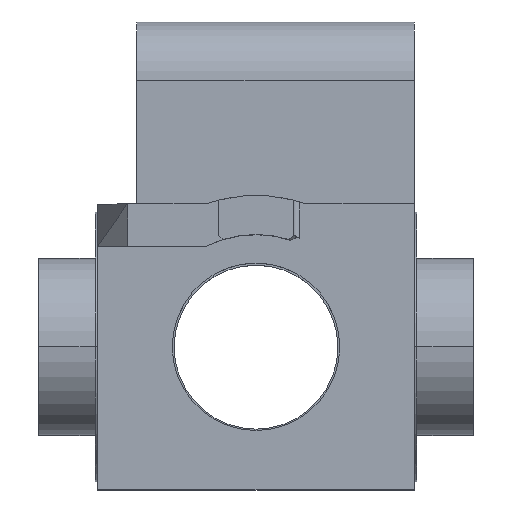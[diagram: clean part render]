
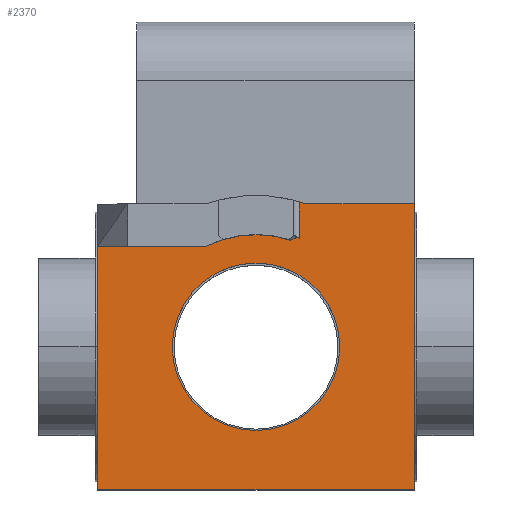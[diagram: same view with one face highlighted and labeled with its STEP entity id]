
A CAD part, top view. The second image highlights one B-rep face of the part: STEP entity #2370.
In plain terms, the highlighted planar face has unit normal (0, 0, 1).
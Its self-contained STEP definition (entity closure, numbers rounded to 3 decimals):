
#19 = DIRECTION ( 'NONE',  ( 1., 0., 0. ) ) ;
#70 = CARTESIAN_POINT ( 'NONE',  ( 2.904, 20.685, 11.5 ) ) ;
#108 = EDGE_CURVE ( 'NONE', #492, #754, #2248, .T. ) ;
#131 = EDGE_CURVE ( 'NONE', #492, #1509, #2253, .T. ) ;
#196 = ORIENTED_EDGE ( 'NONE', *, *, #1961, .T. ) ;
#214 = CARTESIAN_POINT ( 'NONE',  ( 3.544, 20.88, 11.5 ) ) ;
#234 = EDGE_CURVE ( 'NONE', #648, #1346, #1618, .T. ) ;
#277 = AXIS2_PLACEMENT_3D ( 'NONE', #2048, #513, #19 ) ;
#283 = CARTESIAN_POINT ( 'NONE',  ( 3.249, 20.875, 11.5 ) ) ;
#285 = CARTESIAN_POINT ( 'NONE',  ( 4.133, 23.7, 11.5 ) ) ;
#306 = DIRECTION ( 'NONE',  ( 0., 0., 1. ) ) ;
#320 = DIRECTION ( 'NONE',  ( -1., 0., 0. ) ) ;
#350 = AXIS2_PLACEMENT_3D ( 'NONE', #1020, #1385, #616 ) ;
#353 = VECTOR ( 'NONE', #1646, 1000. ) ;
#357 = CARTESIAN_POINT ( 'NONE',  ( 3.405, 20.905, 11.5 ) ) ;
#358 = CARTESIAN_POINT ( 'NONE',  ( -13.15, 0., 11.5 ) ) ;
#368 = EDGE_LOOP ( 'NONE', ( #1342, #196, #972, #1105, #1673, #2074, #1466, #1627, #560 ) ) ;
#396 = DIRECTION ( 'NONE',  ( 1., 0., 0. ) ) ;
#427 = CARTESIAN_POINT ( 'NONE',  ( 3.014, 20.76, 11.5 ) ) ;
#439 = EDGE_CURVE ( 'NONE', #2429, #2362, #1061, .T. ) ;
#448 = CARTESIAN_POINT ( 'NONE',  ( 2.904, 20.685, 11.5 ) ) ;
#455 = VERTEX_POINT ( 'NONE', #1695 ) ;
#459 = CARTESIAN_POINT ( 'NONE',  ( -3.1, 20.2, 11.5 ) ) ;
#461 = CARTESIAN_POINT ( 'NONE',  ( 3.177, 20.847, 11.5 ) ) ;
#492 = VERTEX_POINT ( 'NONE', #1493 ) ;
#513 = DIRECTION ( 'NONE',  ( 0., 0., 1. ) ) ;
#525 = EDGE_CURVE ( 'NONE', #1064, #1039, #904, .T. ) ;
#548 = CARTESIAN_POINT ( 'NONE',  ( 3.6, 20.618, 11.5 ) ) ;
#550 = CARTESIAN_POINT ( 'NONE',  ( 3.34, 20.899, 11.5 ) ) ;
#560 = ORIENTED_EDGE ( 'NONE', *, *, #131, .F. ) ;
#600 = LINE ( 'NONE', #1000, #1652 ) ;
#606 = CARTESIAN_POINT ( 'NONE',  ( 3.113, 20.816, 11.5 ) ) ;
#616 = DIRECTION ( 'NONE',  ( -1., 0., 0. ) ) ;
#646 = CARTESIAN_POINT ( 'NONE',  ( 3.6, 20.85, 11.5 ) ) ;
#648 = VERTEX_POINT ( 'NONE', #2135 ) ;
#693 = CARTESIAN_POINT ( 'NONE',  ( -13.15, 23.7, 11.5 ) ) ;
#705 = PLANE ( 'NONE',  #2047 ) ;
#712 = CARTESIAN_POINT ( 'NONE',  ( 0., 11.85, 11.5 ) ) ;
#730 = EDGE_CURVE ( 'NONE', #1509, #1064, #600, .T. ) ;
#735 = CARTESIAN_POINT ( 'NONE',  ( 3.39, 20.904, 11.5 ) ) ;
#754 = VERTEX_POINT ( 'NONE', #646 ) ;
#810 = VECTOR ( 'NONE', #833, 1000. ) ;
#833 = DIRECTION ( 'NONE',  ( 0., -1., 0. ) ) ;
#840 = EDGE_CURVE ( 'NONE', #2362, #2429, #1490, .T. ) ;
#883 = DIRECTION ( 'NONE',  ( 0., 0., -1. ) ) ;
#903 = AXIS2_PLACEMENT_3D ( 'NONE', #2194, #306, #1196 ) ;
#904 = LINE ( 'NONE', #1307, #353 ) ;
#944 = AXIS2_PLACEMENT_3D ( 'NONE', #712, #883, #2227 ) ;
#959 = ORIENTED_EDGE ( 'NONE', *, *, #840, .F. ) ;
#971 = CARTESIAN_POINT ( 'NONE',  ( 13.15, 0., 11.5 ) ) ;
#972 = ORIENTED_EDGE ( 'NONE', *, *, #234, .F. ) ;
#997 = CARTESIAN_POINT ( 'NONE',  ( 3.092, 20.805, 11.5 ) ) ;
#1000 = CARTESIAN_POINT ( 'NONE',  ( -13.15, 23.7, 11.5 ) ) ;
#1018 = CARTESIAN_POINT ( 'NONE',  ( -13.15, 23.7, 11.5 ) ) ;
#1020 = CARTESIAN_POINT ( 'NONE',  ( 0., 11.85, 11.5 ) ) ;
#1023 = CARTESIAN_POINT ( 'NONE',  ( 3.296, 20.89, 11.5 ) ) ;
#1039 = VERTEX_POINT ( 'NONE', #971 ) ;
#1040 = LINE ( 'NONE', #1018, #810 ) ;
#1061 = CIRCLE ( 'NONE', #277, 6.95 ) ;
#1064 = VERTEX_POINT ( 'NONE', #2078 ) ;
#1103 = FACE_OUTER_BOUND ( 'NONE', #368, .T. ) ;
#1105 = ORIENTED_EDGE ( 'NONE', *, *, #1796, .T. ) ;
#1189 = EDGE_LOOP ( 'NONE', ( #959, #1462 ) ) ;
#1196 = DIRECTION ( 'NONE',  ( 1., 0., 0. ) ) ;
#1307 = CARTESIAN_POINT ( 'NONE',  ( 13.15, 23.7, 11.5 ) ) ;
#1340 = CARTESIAN_POINT ( 'NONE',  ( 3.358, 20.901, 11.5 ) ) ;
#1342 = ORIENTED_EDGE ( 'NONE', *, *, #108, .T. ) ;
#1345 = CARTESIAN_POINT ( 'NONE',  ( -6.95, 11.85, 11.5 ) ) ;
#1346 = VERTEX_POINT ( 'NONE', #70 ) ;
#1348 = LINE ( 'NONE', #358, #1602 ) ;
#1366 = CARTESIAN_POINT ( 'NONE',  ( 2.961, 20.725, 11.5 ) ) ;
#1385 = DIRECTION ( 'NONE',  ( 0., 0., -1. ) ) ;
#1400 = CARTESIAN_POINT ( 'NONE',  ( 3.07, 20.792, 11.5 ) ) ;
#1462 = ORIENTED_EDGE ( 'NONE', *, *, #439, .F. ) ;
#1466 = ORIENTED_EDGE ( 'NONE', *, *, #525, .F. ) ;
#1488 = CARTESIAN_POINT ( 'NONE',  ( 3.45, 20.903, 11.5 ) ) ;
#1490 = CIRCLE ( 'NONE', #903, 6.95 ) ;
#1493 = CARTESIAN_POINT ( 'NONE',  ( 3.6, 23.873, 11.5 ) ) ;
#1509 = VERTEX_POINT ( 'NONE', #285 ) ;
#1524 = CARTESIAN_POINT ( 'NONE',  ( 3.484, 20.898, 11.5 ) ) ;
#1593 = EDGE_CURVE ( 'NONE', #1754, #1039, #1348, .T. ) ;
#1602 = VECTOR ( 'NONE', #2311, 1000. ) ;
#1618 = CIRCLE ( 'NONE', #944, 9.3 ) ;
#1627 = ORIENTED_EDGE ( 'NONE', *, *, #730, .F. ) ;
#1646 = DIRECTION ( 'NONE',  ( 0., -1., 0. ) ) ;
#1652 = VECTOR ( 'NONE', #396, 1000. ) ;
#1673 = ORIENTED_EDGE ( 'NONE', *, *, #1704, .T. ) ;
#1678 = CARTESIAN_POINT ( 'NONE',  ( 3.6, 20.85, 11.5 ) ) ;
#1695 = CARTESIAN_POINT ( 'NONE',  ( -13.15, 20.2, 11.5 ) ) ;
#1704 = EDGE_CURVE ( 'NONE', #455, #1754, #1040, .T. ) ;
#1738 = VECTOR ( 'NONE', #2263, 1000. ) ;
#1754 = VERTEX_POINT ( 'NONE', #2348 ) ;
#1757 = CARTESIAN_POINT ( 'NONE',  ( 3.266, 20.881, 11.5 ) ) ;
#1766 = VECTOR ( 'NONE', #1941, 1000. ) ;
#1782 = CARTESIAN_POINT ( 'NONE',  ( 3.221, 20.865, 11.5 ) ) ;
#1796 = EDGE_CURVE ( 'NONE', #648, #455, #2339, .T. ) ;
#1834 = FACE_BOUND ( 'NONE', #1189, .T. ) ;
#1893 = B_SPLINE_CURVE_WITH_KNOTS ( 'NONE', 3,
 ( #1678, #2055, #214, #1524, #1488, #357, #735, #1340, #550, #2251, #1023, #1757, #283, #1782, #2303, #461, #1970, #2130, #606, #997, #2353, #1400, #427, #1366, #448 ),
 .UNSPECIFIED., .F., .F.,
 ( 4, 2, 2, 2, 2, 2, 2, 2, 2, 1, 2, 2, 4 ),
 ( 0., 0.125, 0.25, 0.313, 0.375, 0.438, 0.5, 0.563, 0.625, 0.688, 0.719, 0.75, 1. ),
 .UNSPECIFIED. ) ;
#1941 = DIRECTION ( 'NONE',  ( -1., 0., 0. ) ) ;
#1961 = EDGE_CURVE ( 'NONE', #754, #1346, #1893, .T. ) ;
#1970 = CARTESIAN_POINT ( 'NONE',  ( 3.161, 20.84, 11.5 ) ) ;
#2022 = DIRECTION ( 'NONE',  ( 0., 0., -1. ) ) ;
#2047 = AXIS2_PLACEMENT_3D ( 'NONE', #693, #2022, #320 ) ;
#2048 = CARTESIAN_POINT ( 'NONE',  ( 0., 11.85, 11.5 ) ) ;
#2049 = CARTESIAN_POINT ( 'NONE',  ( 6.95, 11.85, 11.5 ) ) ;
#2055 = CARTESIAN_POINT ( 'NONE',  ( 3.572, 20.867, 11.5 ) ) ;
#2074 = ORIENTED_EDGE ( 'NONE', *, *, #1593, .T. ) ;
#2078 = CARTESIAN_POINT ( 'NONE',  ( 13.15, 23.7, 11.5 ) ) ;
#2130 = CARTESIAN_POINT ( 'NONE',  ( 3.134, 20.827, 11.5 ) ) ;
#2135 = CARTESIAN_POINT ( 'NONE',  ( -4.095, 20.2, 11.5 ) ) ;
#2194 = CARTESIAN_POINT ( 'NONE',  ( 0., 11.85, 11.5 ) ) ;
#2227 = DIRECTION ( 'NONE',  ( -1., 0., 0. ) ) ;
#2248 = LINE ( 'NONE', #548, #1738 ) ;
#2251 = CARTESIAN_POINT ( 'NONE',  ( 3.311, 20.893, 11.5 ) ) ;
#2253 = CIRCLE ( 'NONE', #350, 12.55 ) ;
#2263 = DIRECTION ( 'NONE',  ( 0., -1., 0. ) ) ;
#2303 = CARTESIAN_POINT ( 'NONE',  ( 3.206, 20.86, 11.5 ) ) ;
#2311 = DIRECTION ( 'NONE',  ( 1., 0., 0. ) ) ;
#2339 = LINE ( 'NONE', #459, #1766 ) ;
#2348 = CARTESIAN_POINT ( 'NONE',  ( -13.15, 0., 11.5 ) ) ;
#2353 = CARTESIAN_POINT ( 'NONE',  ( 3.078, 20.797, 11.5 ) ) ;
#2362 = VERTEX_POINT ( 'NONE', #2049 ) ;
#2370 = ADVANCED_FACE ( 'NONE', ( #1834, #1103 ), #705, .F. ) ;
#2429 = VERTEX_POINT ( 'NONE', #1345 ) ;
